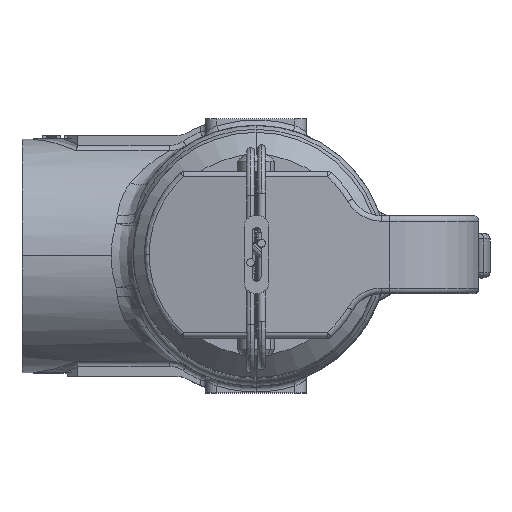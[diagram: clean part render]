
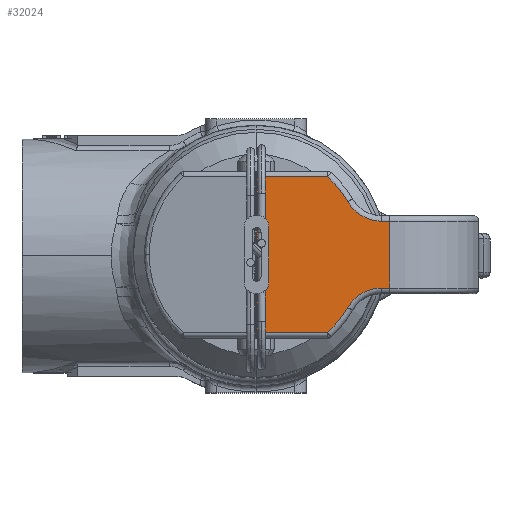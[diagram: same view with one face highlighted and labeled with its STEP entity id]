
A CAD part, top view. The second image highlights one B-rep face of the part: STEP entity #32024.
In plain terms, the highlighted planar face has unit normal (0, 0, 1).
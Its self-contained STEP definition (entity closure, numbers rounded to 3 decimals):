
#31933=CARTESIAN_POINT('',(-0.,0.,69.5));
#31934=DIRECTION('',(-0.,0.,1.));
#31935=DIRECTION('',(0.,-1.,0.));
#31936=AXIS2_PLACEMENT_3D('',#31933,#31934,#31935);
#31937=PLANE('',#31936);
#31938=CARTESIAN_POINT('',(6.423,7.,69.5));
#31939=VERTEX_POINT('',#31938);
#31940=CARTESIAN_POINT('',(0.044,7.,69.5));
#31941=VERTEX_POINT('',#31940);
#31942=CARTESIAN_POINT('',(6.423,7.,69.5));
#31943=DIRECTION('',(-1.,-0.,-0.));
#31944=VECTOR('',#31943,6.379);
#31945=LINE('',#31942,#31944);
#31946=EDGE_CURVE('NONE',#31939,#31941,#31945,.T.);
#31947=ORIENTED_EDGE('',*,*,#31946,.T.);
#31948=CARTESIAN_POINT('',(0.044,-7.,69.5));
#31949=VERTEX_POINT('',#31948);
#31950=CARTESIAN_POINT('',(0.044,7.,69.5));
#31951=DIRECTION('',(0.,-1.,0.));
#31952=VECTOR('',#31951,14.);
#31953=LINE('',#31950,#31952);
#31954=EDGE_CURVE('NONE',#31941,#31949,#31953,.T.);
#31955=ORIENTED_EDGE('',*,*,#31954,.T.);
#31956=CARTESIAN_POINT('',(6.423,-7.,69.5));
#31957=VERTEX_POINT('',#31956);
#31958=CARTESIAN_POINT('',(0.044,-7.,69.5));
#31959=DIRECTION('',(1.,0.,0.));
#31960=VECTOR('',#31959,6.379);
#31961=LINE('',#31958,#31960);
#31962=EDGE_CURVE('NONE',#31949,#31957,#31961,.T.);
#31963=ORIENTED_EDGE('',*,*,#31962,.T.);
#31964=CARTESIAN_POINT('',(8.227,-4.75,69.5));
#31965=VERTEX_POINT('',#31964);
#31966=CARTESIAN_POINT('',(-0.,0.,69.5));
#31967=DIRECTION('',(-0.,0.,1.));
#31968=DIRECTION('',(0.,-1.,0.));
#31969=AXIS2_PLACEMENT_3D('',#31966,#31967,#31968);
#31970=CIRCLE('',#31969,9.5);
#31971=EDGE_CURVE('NONE',#31957,#31965,#31970,.T.);
#31972=ORIENTED_EDGE('',*,*,#31971,.T.);
#31973=CARTESIAN_POINT('',(11.258,-3.,69.5));
#31974=VERTEX_POINT('',#31973);
#31975=CARTESIAN_POINT('',(11.258,-6.5,69.5));
#31976=DIRECTION('',(0.,-0.,-1.));
#31977=DIRECTION('',(0.,-1.,0.));
#31978=AXIS2_PLACEMENT_3D('',#31975,#31976,#31977);
#31979=CIRCLE('',#31978,3.5);
#31980=EDGE_CURVE('NONE',#31965,#31974,#31979,.T.);
#31981=ORIENTED_EDGE('',*,*,#31980,.T.);
#31982=CARTESIAN_POINT('',(12.,-3.,69.5));
#31983=VERTEX_POINT('',#31982);
#31984=CARTESIAN_POINT('',(11.258,-3.,69.5));
#31985=DIRECTION('',(1.,0.,0.));
#31986=VECTOR('',#31985,0.742);
#31987=LINE('',#31984,#31986);
#31988=EDGE_CURVE('NONE',#31974,#31983,#31987,.T.);
#31989=ORIENTED_EDGE('',*,*,#31988,.T.);
#31990=CARTESIAN_POINT('',(12.,3.,69.5));
#31991=VERTEX_POINT('',#31990);
#31992=CARTESIAN_POINT('',(12.,-3.,69.5));
#31993=DIRECTION('',(-0.,1.,-0.));
#31994=VECTOR('',#31993,6.);
#31995=LINE('',#31992,#31994);
#31996=EDGE_CURVE('NONE',#31983,#31991,#31995,.T.);
#31997=ORIENTED_EDGE('',*,*,#31996,.T.);
#31998=CARTESIAN_POINT('',(11.258,3.,69.5));
#31999=VERTEX_POINT('',#31998);
#32000=CARTESIAN_POINT('',(12.,3.,69.5));
#32001=DIRECTION('',(-1.,-0.,-0.));
#32002=VECTOR('',#32001,0.742);
#32003=LINE('',#32000,#32002);
#32004=EDGE_CURVE('NONE',#31991,#31999,#32003,.T.);
#32005=ORIENTED_EDGE('',*,*,#32004,.T.);
#32006=CARTESIAN_POINT('',(8.227,4.75,69.5));
#32007=VERTEX_POINT('',#32006);
#32008=CARTESIAN_POINT('',(11.258,6.5,69.5));
#32009=DIRECTION('',(0.,-0.,-1.));
#32010=DIRECTION('',(0.,-1.,0.));
#32011=AXIS2_PLACEMENT_3D('',#32008,#32009,#32010);
#32012=CIRCLE('',#32011,3.5);
#32013=EDGE_CURVE('NONE',#31999,#32007,#32012,.T.);
#32014=ORIENTED_EDGE('',*,*,#32013,.T.);
#32015=CARTESIAN_POINT('',(-0.,0.,69.5));
#32016=DIRECTION('',(-0.,0.,1.));
#32017=DIRECTION('',(0.,-1.,0.));
#32018=AXIS2_PLACEMENT_3D('',#32015,#32016,#32017);
#32019=CIRCLE('',#32018,9.5);
#32020=EDGE_CURVE('NONE',#32007,#31939,#32019,.T.);
#32021=ORIENTED_EDGE('',*,*,#32020,.T.);
#32022=EDGE_LOOP('',(#31947,#31955,#31963,#31972,#31981,#31989,#31997,#32005,#32014,#32021));
#32023=FACE_BOUND('',#32022,.T.);
#32024=ADVANCED_FACE('NONE',(#32023),#31937,.T.);
